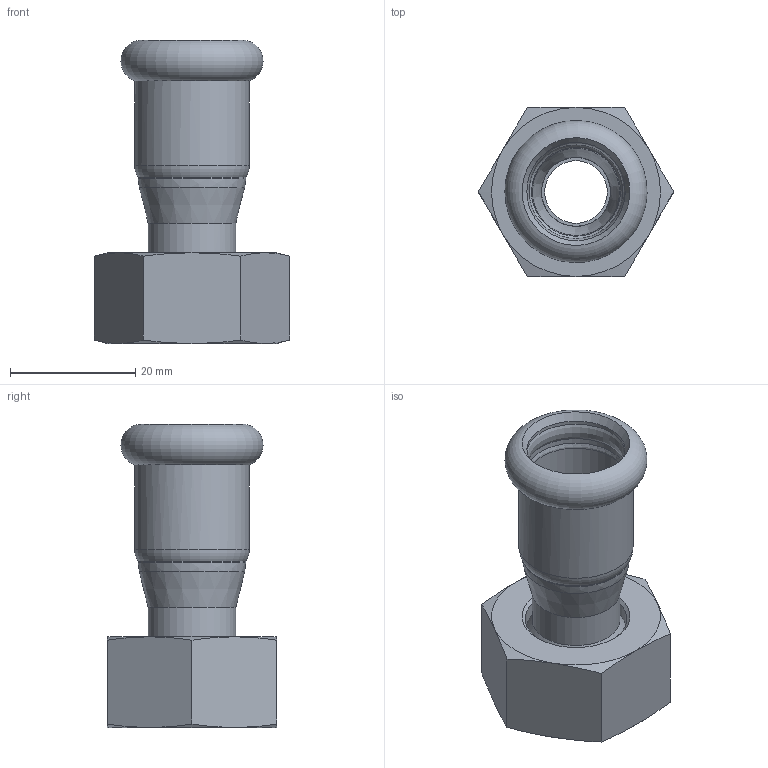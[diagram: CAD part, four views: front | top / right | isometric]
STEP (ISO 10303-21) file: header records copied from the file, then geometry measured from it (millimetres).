
FILE_DESCRIPTION(/* description */ ('MANICOTTO CON DADO 1/2" X De15'),/* implementation_level */ '2;1');
FILE_NAME(/* name */ '183015012_Inoxpres.stp',/* time_stamp */ '2022-10-11T11:27:44+02:00',/* author */ ('Vault'),/* organization */ ('Raccorderie metalliche s.p.a. '),/* preprocessor_version */ 'ST-DEVELOPER v18.1',/* originating_system */ 'Autodesk Inventor 2020',/* authorisation */ 'Raccorderie metalliche s.p.a. ');
FILE_SCHEMA (('AUTOMOTIVE_DESIGN { 1 0 10303 214 3 1 1 }'));
Length unit declared in the file: millimetre
Products named in the file (1): 183015012_Inoxpres
Bounding box: 31.18 x 27 x 48.4 mm (x, y, z)
Volume: 9631.4 mm3; surface area: 7639.7 mm2
Topology: 2 solids, 2 shells, 57 faces, 154 edges, 105 vertices
Faces by surface type: cone 22, cylinder 14, plane 14, torus 5, bspline 2
Full cylindrical faces by diameter (mm): 10 x1, 11 x1, 14 x1, 14.2 x1, 15.3 x1, 15.7 x2, 16 x1, 16.3 x1, 17.2 x1, 18 x1, 18.3 x1, 18.6 x1, 19 x1
Entity records: 1932 total; most frequent: CARTESIAN_POINT 417, DIRECTION 342, ORIENTED_EDGE 308, AXIS2_PLACEMENT_3D 156, EDGE_CURVE 154, VERTEX_POINT 105, CIRCLE 100, EDGE_LOOP 65
